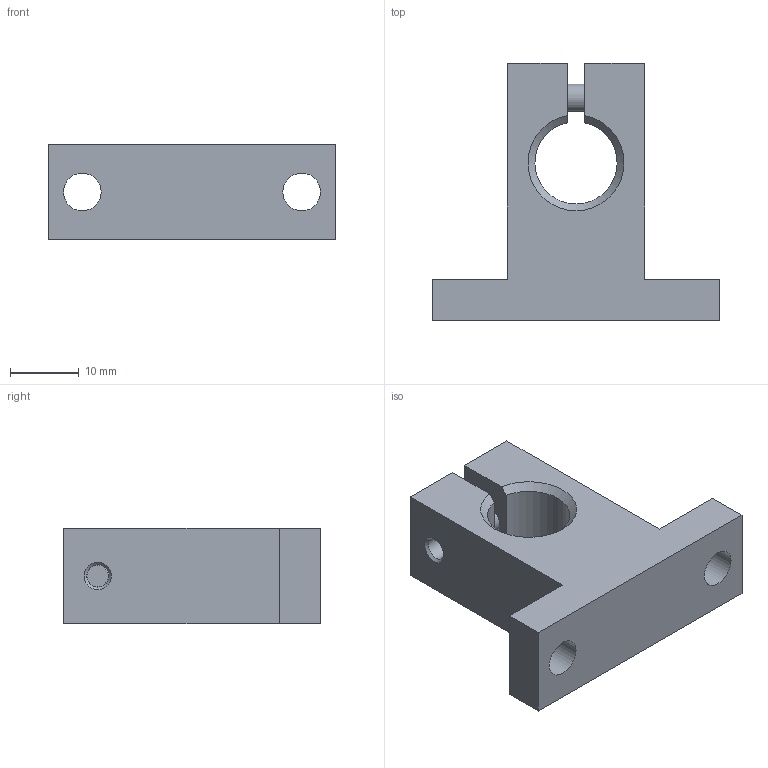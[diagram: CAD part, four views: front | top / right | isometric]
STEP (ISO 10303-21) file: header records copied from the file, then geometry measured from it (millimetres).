
FILE_DESCRIPTION(/* description */ ('STEP AP214'),/* implementation_level */ '2;1');
FILE_NAME(/* name */ 'SHASS12',/* time_stamp */ '2023-10-02T15:13:42+02:00',/* author */ ('License CC BY-ND 4.0'),/* organization */ ('CADENAS'),/* preprocessor_version */ 'ST-DEVELOPER v19.3',/* originating_system */ 'PARTsolutions',/* authorisation */ ' ');
FILE_SCHEMA (('AUTOMOTIVE_DESIGN {1 0 10303 214 3 1 1}'));
Length unit declared in the file: millimetre
Products named in the file (3): SHASS12; BOLT4-10; SHASS12_b
Assembly tree (2 placements, depth 2):
  SHASS12
    BOLT4-10
    SHASS12_b
Bounding box: 42 x 37.5 x 14 mm (x, y, z)
Volume: 10035.9 mm3; surface area: 5004.7 mm2
Topology: 2 solids, 2 shells, 44 faces, 103 edges, 65 vertices
Faces by surface type: plane 29, cylinder 8, cone 7
Full cylindrical faces by diameter (mm): 3.242 x1, 4 x1, 4.5 x1, 5.5 x2, 7 x1, 8 x1
Entity records: 1277 total; most frequent: CARTESIAN_POINT 214, DIRECTION 208, ORIENTED_EDGE 180, EDGE_CURVE 90, AXIS2_PLACEMENT_3D 75, FACE_BOUND 67, EDGE_LOOP 66, VERTEX_POINT 65
